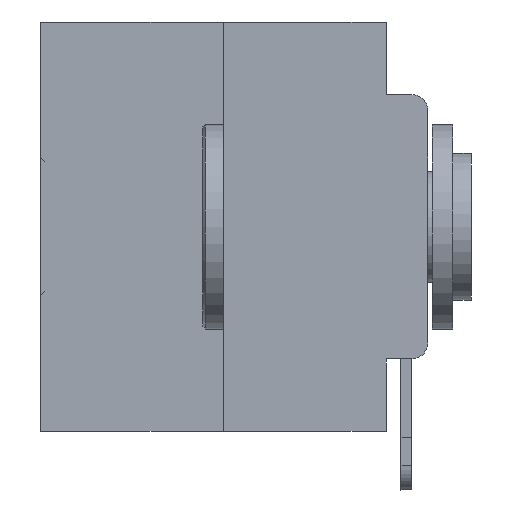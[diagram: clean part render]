
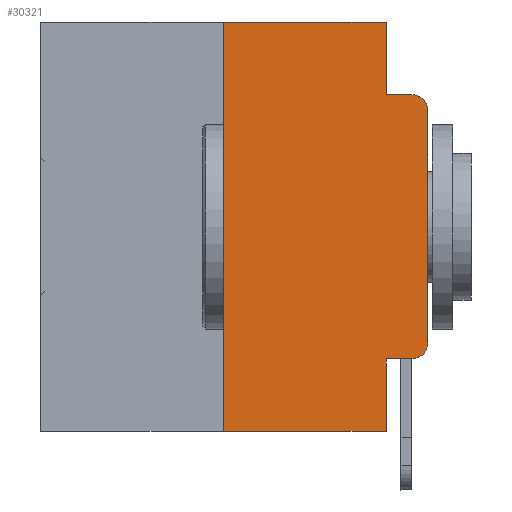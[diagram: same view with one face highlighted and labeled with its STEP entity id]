
A CAD part, left-side view. The second image highlights one B-rep face of the part: STEP entity #30321.
In plain terms, the highlighted planar face has unit normal (-1, 0, 0).
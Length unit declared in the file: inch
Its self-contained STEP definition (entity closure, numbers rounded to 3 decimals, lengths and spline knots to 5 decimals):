
#25 = AXIS2_PLACEMENT_3D ( 'NONE', #19839, #14931, #30113 ) ;
#417 = LINE ( 'NONE', #8720, #3963 ) ;
#735 = CARTESIAN_POINT ( 'NONE',  ( 0., 0.25, -0.5 ) ) ;
#985 = CARTESIAN_POINT ( 'NONE',  ( 0., 0.473, 0. ) ) ;
#1233 = VECTOR ( 'NONE', #19385, 39.37008 ) ;
#1389 = CIRCLE ( 'NONE', #25, 0.02 ) ;
#1477 = CARTESIAN_POINT ( 'NONE',  ( 0., 0.02, -0.3915 ) ) ;
#1599 = VERTEX_POINT ( 'NONE', #30040 ) ;
#1784 = FACE_OUTER_BOUND ( 'NONE', #12091, .T. ) ;
#2322 = EDGE_CURVE ( 'NONE', #24397, #26742, #1389, .T. ) ;
#2522 = VERTEX_POINT ( 'NONE', #2687 ) ;
#2561 = EDGE_CURVE ( 'NONE', #12873, #26742, #20902, .T. ) ;
#2687 = CARTESIAN_POINT ( 'NONE',  ( 0., 0., -0.3915 ) ) ;
#2988 = ORIENTED_EDGE ( 'NONE', *, *, #32519, .T. ) ;
#3963 = VECTOR ( 'NONE', #28985, 39.37008 ) ;
#4123 = ORIENTED_EDGE ( 'NONE', *, *, #2561, .F. ) ;
#5592 = ORIENTED_EDGE ( 'NONE', *, *, #9027, .F. ) ;
#6716 = CARTESIAN_POINT ( 'NONE',  ( 0., 0.02, -0.0885 ) ) ;
#6881 = ORIENTED_EDGE ( 'NONE', *, *, #2322, .T. ) ;
#6925 = EDGE_CURVE ( 'NONE', #20089, #14840, #24988, .T. ) ;
#7007 = LINE ( 'NONE', #985, #12933 ) ;
#7619 = VERTEX_POINT ( 'NONE', #16044 ) ;
#7862 = CARTESIAN_POINT ( 'NONE',  ( 0., 0.051, 0. ) ) ;
#8277 = LINE ( 'NONE', #7862, #22552 ) ;
#8294 = EDGE_CURVE ( 'NONE', #22059, #2522, #29636, .T. ) ;
#8720 = CARTESIAN_POINT ( 'NONE',  ( 0., 0.25, 0. ) ) ;
#9027 = EDGE_CURVE ( 'NONE', #7619, #1599, #7007, .T. ) ;
#10042 = DIRECTION ( 'NONE',  ( 0., -1., 0. ) ) ;
#10594 = ORIENTED_EDGE ( 'NONE', *, *, #8294, .T. ) ;
#10753 = ORIENTED_EDGE ( 'NONE', *, *, #26543, .F. ) ;
#11024 = DIRECTION ( 'NONE',  ( 0., -1., 0. ) ) ;
#12091 = EDGE_LOOP ( 'NONE', ( #22421, #6881, #4123, #22277, #5592, #10753, #26702, #21471, #2988, #10594 ) ) ;
#12296 = LINE ( 'NONE', #28543, #16232 ) ;
#12327 = CARTESIAN_POINT ( 'NONE',  ( 0., 0.051, 0. ) ) ;
#12873 = VERTEX_POINT ( 'NONE', #24340 ) ;
#12933 = VECTOR ( 'NONE', #13631, 39.37008 ) ;
#13631 = DIRECTION ( 'NONE',  ( 0., -1., 0. ) ) ;
#13846 = VERTEX_POINT ( 'NONE', #735 ) ;
#14218 = LINE ( 'NONE', #20052, #30906 ) ;
#14476 = EDGE_CURVE ( 'NONE', #13846, #14840, #12296, .T. ) ;
#14772 = DIRECTION ( 'NONE',  ( 0., 0., -1. ) ) ;
#14840 = VERTEX_POINT ( 'NONE', #17324 ) ;
#14923 = EDGE_CURVE ( 'NONE', #1599, #12873, #8277, .T. ) ;
#14931 = DIRECTION ( 'NONE',  ( -1., 0., 0. ) ) ;
#16044 = CARTESIAN_POINT ( 'NONE',  ( 0., 0.25, 0. ) ) ;
#16232 = VECTOR ( 'NONE', #11024, 39.37008 ) ;
#16881 = AXIS2_PLACEMENT_3D ( 'NONE', #1477, #20065, #22600 ) ;
#17324 = CARTESIAN_POINT ( 'NONE',  ( 0., 0.051, -0.5 ) ) ;
#17760 = DIRECTION ( 'NONE',  ( 0., 0., -1. ) ) ;
#18090 = CARTESIAN_POINT ( 'NONE',  ( 0., 0.02, -0.4115 ) ) ;
#18576 = DIRECTION ( 'NONE',  ( 0., -1., 0. ) ) ;
#18869 = DIRECTION ( 'NONE',  ( 0., 0., -1. ) ) ;
#19385 = DIRECTION ( 'NONE',  ( 0., 0., 1. ) ) ;
#19839 = CARTESIAN_POINT ( 'NONE',  ( 0., 0.02, -0.1085 ) ) ;
#19854 = VECTOR ( 'NONE', #14772, 39.37008 ) ;
#20052 = CARTESIAN_POINT ( 'NONE',  ( 0., 0.051, -0.4115 ) ) ;
#20065 = DIRECTION ( 'NONE',  ( -1., 0., 0. ) ) ;
#20089 = VERTEX_POINT ( 'NONE', #20317 ) ;
#20317 = CARTESIAN_POINT ( 'NONE',  ( 0., 0.051, -0.4115 ) ) ;
#20333 = LINE ( 'NONE', #31108, #1233 ) ;
#20902 = LINE ( 'NONE', #23344, #30745 ) ;
#21471 = ORIENTED_EDGE ( 'NONE', *, *, #6925, .F. ) ;
#22059 = VERTEX_POINT ( 'NONE', #18090 ) ;
#22277 = ORIENTED_EDGE ( 'NONE', *, *, #14923, .F. ) ;
#22421 = ORIENTED_EDGE ( 'NONE', *, *, #26138, .T. ) ;
#22552 = VECTOR ( 'NONE', #17760, 39.37008 ) ;
#22600 = DIRECTION ( 'NONE',  ( 0., 0., -1. ) ) ;
#23344 = CARTESIAN_POINT ( 'NONE',  ( 0., 0.051, -0.0885 ) ) ;
#24340 = CARTESIAN_POINT ( 'NONE',  ( 0., 0.051, -0.0885 ) ) ;
#24397 = VERTEX_POINT ( 'NONE', #29420 ) ;
#24988 = LINE ( 'NONE', #12327, #19854 ) ;
#26138 = EDGE_CURVE ( 'NONE', #2522, #24397, #20333, .T. ) ;
#26543 = EDGE_CURVE ( 'NONE', #13846, #7619, #417, .T. ) ;
#26702 = ORIENTED_EDGE ( 'NONE', *, *, #14476, .T. ) ;
#26742 = VERTEX_POINT ( 'NONE', #6716 ) ;
#27074 = AXIS2_PLACEMENT_3D ( 'NONE', #31724, #29261, #18869 ) ;
#28543 = CARTESIAN_POINT ( 'NONE',  ( 0., 0.473, -0.5 ) ) ;
#28985 = DIRECTION ( 'NONE',  ( 0., 0., 1. ) ) ;
#29261 = DIRECTION ( 'NONE',  ( 1., 0., 0. ) ) ;
#29420 = CARTESIAN_POINT ( 'NONE',  ( 0., 0., -0.1085 ) ) ;
#29636 = CIRCLE ( 'NONE', #16881, 0.02 ) ;
#30040 = CARTESIAN_POINT ( 'NONE',  ( 0., 0.051, 0. ) ) ;
#30113 = DIRECTION ( 'NONE',  ( 0., 0., -1. ) ) ;
#30321 = ADVANCED_FACE ( 'NONE', ( #1784 ), #31828, .F. ) ;
#30745 = VECTOR ( 'NONE', #18576, 39.37008 ) ;
#30906 = VECTOR ( 'NONE', #10042, 39.37008 ) ;
#31108 = CARTESIAN_POINT ( 'NONE',  ( 0., 0., 0. ) ) ;
#31724 = CARTESIAN_POINT ( 'NONE',  ( 0., 0.473, 0. ) ) ;
#31828 = PLANE ( 'NONE',  #27074 ) ;
#32519 = EDGE_CURVE ( 'NONE', #20089, #22059, #14218, .T. ) ;
